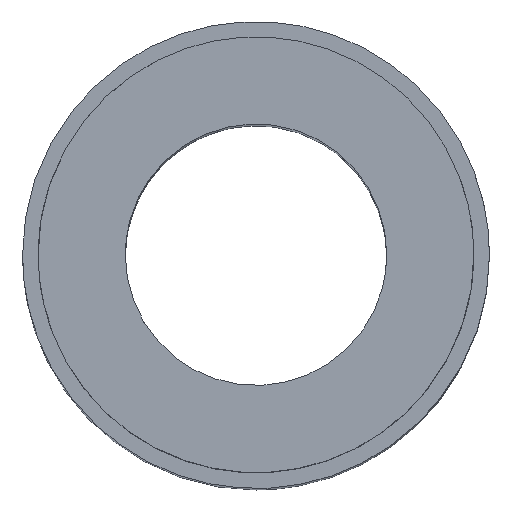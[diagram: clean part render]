
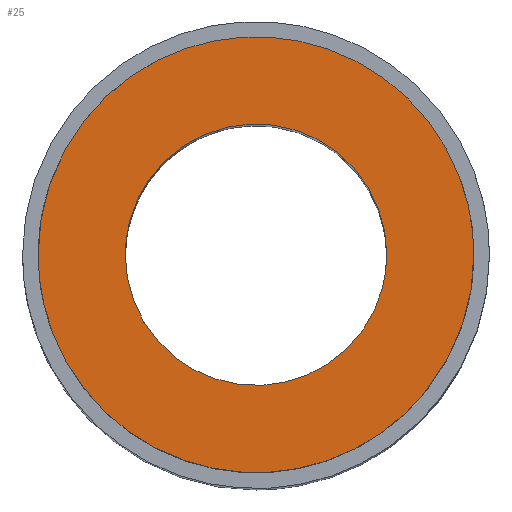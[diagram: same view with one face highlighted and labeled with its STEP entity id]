
A CAD part, top view. The second image highlights one B-rep face of the part: STEP entity #25.
In plain terms, the highlighted planar face has unit normal (0, 0, 1).
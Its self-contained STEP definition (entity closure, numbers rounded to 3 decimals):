
#16=FACE_BOUND('',#49,.T.);
#25=ADVANCED_FACE('',(#36,#16),#177,.T.);
#36=FACE_OUTER_BOUND('',#48,.T.);
#48=EDGE_LOOP('',(#89,#90));
#49=EDGE_LOOP('',(#91,#92));
#89=ORIENTED_EDGE('',*,*,#125,.F.);
#90=ORIENTED_EDGE('',*,*,#130,.F.);
#91=ORIENTED_EDGE('',*,*,#127,.F.);
#92=ORIENTED_EDGE('',*,*,#126,.F.);
#125=EDGE_CURVE('',#174,#171,#151,.T.);
#126=EDGE_CURVE('',#168,#169,#152,.T.);
#127=EDGE_CURVE('',#169,#168,#153,.T.);
#130=EDGE_CURVE('',#171,#174,#156,.T.);
#151=(
BOUNDED_CURVE()
B_SPLINE_CURVE(2,(#411,#412,#413,#414,#415),.UNSPECIFIED.,.F.,.F.)
B_SPLINE_CURVE_WITH_KNOTS((3,2,3),(-54.978,-49.48,-43.982),
 .UNSPECIFIED.)
CURVE()
GEOMETRIC_REPRESENTATION_ITEM()
RATIONAL_B_SPLINE_CURVE((1.,0.707,1.,0.707,1.))
REPRESENTATION_ITEM('')
);
#152=(
BOUNDED_CURVE()
B_SPLINE_CURVE(2,(#416,#417,#418,#419,#420),.UNSPECIFIED.,.F.,.F.)
B_SPLINE_CURVE_WITH_KNOTS((3,2,3),(-6.597,-3.299,0.),
 .UNSPECIFIED.)
CURVE()
GEOMETRIC_REPRESENTATION_ITEM()
RATIONAL_B_SPLINE_CURVE((1.,0.707,1.,0.707,1.))
REPRESENTATION_ITEM('')
);
#153=(
BOUNDED_CURVE()
B_SPLINE_CURVE(2,(#421,#422,#423,#424,#425),.UNSPECIFIED.,.F.,.F.)
B_SPLINE_CURVE_WITH_KNOTS((3,2,3),(-13.195,-9.896,-6.597),
 .UNSPECIFIED.)
CURVE()
GEOMETRIC_REPRESENTATION_ITEM()
RATIONAL_B_SPLINE_CURVE((1.,0.707,1.,0.707,1.))
REPRESENTATION_ITEM('')
);
#156=(
BOUNDED_CURVE()
B_SPLINE_CURVE(2,(#432,#433,#434,#435,#436),.UNSPECIFIED.,.F.,.F.)
B_SPLINE_CURVE_WITH_KNOTS((3,2,3),(-65.973,-60.476,-54.978),
 .UNSPECIFIED.)
CURVE()
GEOMETRIC_REPRESENTATION_ITEM()
RATIONAL_B_SPLINE_CURVE((1.,0.707,1.,0.707,1.))
REPRESENTATION_ITEM('')
);
#168=VERTEX_POINT('',#344);
#169=VERTEX_POINT('',#345);
#171=VERTEX_POINT('',#347);
#174=VERTEX_POINT('',#350);
#177=PLANE('',#208);
#208=AXIS2_PLACEMENT_3D('',#296,#214,$);
#214=DIRECTION('',(0.,0.,1.));
#296=CARTESIAN_POINT('',(-32.408,6.284,-15.248));
#344=CARTESIAN_POINT('',(-30.188,10.604,-15.248));
#345=CARTESIAN_POINT('',(-25.988,10.604,-15.248));
#347=CARTESIAN_POINT('',(-24.588,10.604,-15.248));
#350=CARTESIAN_POINT('',(-31.588,10.604,-15.248));
#411=CARTESIAN_POINT('',(-31.588,10.604,-15.248));
#412=CARTESIAN_POINT('',(-31.588,14.104,-15.248));
#413=CARTESIAN_POINT('',(-28.088,14.104,-15.248));
#414=CARTESIAN_POINT('',(-24.588,14.104,-15.248));
#415=CARTESIAN_POINT('',(-24.588,10.604,-15.248));
#416=CARTESIAN_POINT('',(-30.188,10.604,-15.248));
#417=CARTESIAN_POINT('',(-30.188,8.504,-15.248));
#418=CARTESIAN_POINT('',(-28.088,8.504,-15.248));
#419=CARTESIAN_POINT('',(-25.988,8.504,-15.248));
#420=CARTESIAN_POINT('',(-25.988,10.604,-15.248));
#421=CARTESIAN_POINT('',(-25.988,10.604,-15.248));
#422=CARTESIAN_POINT('',(-25.988,12.704,-15.248));
#423=CARTESIAN_POINT('',(-28.088,12.704,-15.248));
#424=CARTESIAN_POINT('',(-30.188,12.704,-15.248));
#425=CARTESIAN_POINT('',(-30.188,10.604,-15.248));
#432=CARTESIAN_POINT('',(-24.588,10.604,-15.248));
#433=CARTESIAN_POINT('',(-24.588,7.104,-15.248));
#434=CARTESIAN_POINT('',(-28.088,7.104,-15.248));
#435=CARTESIAN_POINT('',(-31.588,7.104,-15.248));
#436=CARTESIAN_POINT('',(-31.588,10.604,-15.248));
